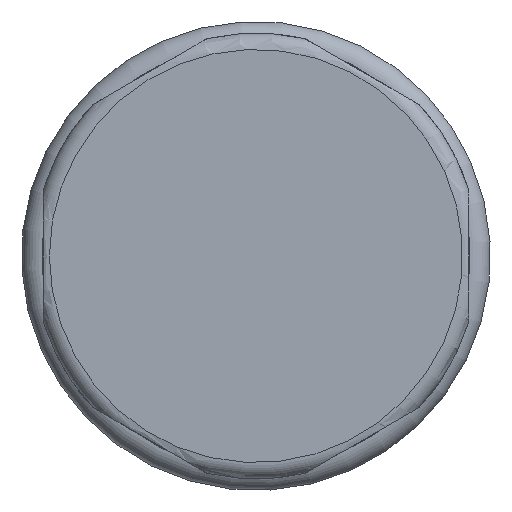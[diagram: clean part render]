
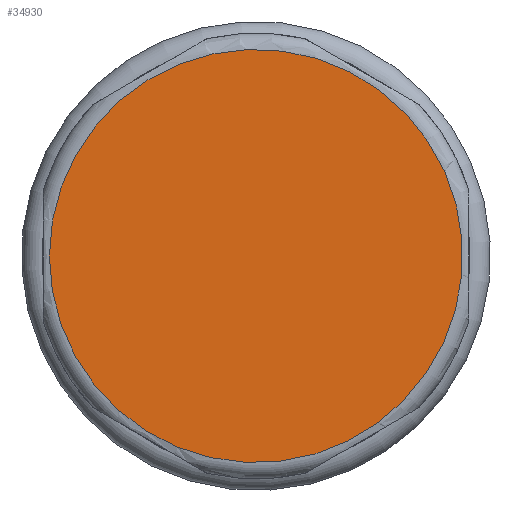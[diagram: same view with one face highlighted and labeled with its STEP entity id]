
A CAD part, left-side view. The second image highlights one B-rep face of the part: STEP entity #34930.
In plain terms, the highlighted planar face has unit normal (-1, 0, 0).
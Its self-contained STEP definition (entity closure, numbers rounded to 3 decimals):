
#34914=CARTESIAN_POINT('',(0.0,8.65,0.0));
#34915=DIRECTION('',(-1.0,0.0,0.0));
#34916=DIRECTION('',(0.0,0.0,1.0));
#34917=AXIS2_PLACEMENT_3D('',#34914,#34915,#34916);
#34918=PLANE('',#34917);
#34919=CARTESIAN_POINT('',(0.0,10.2,0.0));
#34920=VERTEX_POINT('',#34919);
#34921=CARTESIAN_POINT('',(0.0,0.0,0.0));
#34922=DIRECTION('',(1.0,0.0,0.0));
#34923=DIRECTION('',(0.0,-1.0,0.0));
#34924=AXIS2_PLACEMENT_3D('',#34921,#34922,#34923);
#34925=CIRCLE('',#34924,10.2);
#34926=EDGE_CURVE('',#34920,#34920,#34925,.T.);
#34927=ORIENTED_EDGE('',*,*,#34926,.F.);
#34928=EDGE_LOOP('',(#34927));
#34929=FACE_OUTER_BOUND('',#34928,.T.);
#34930=ADVANCED_FACE('',(#34929),#34918,.T.);
